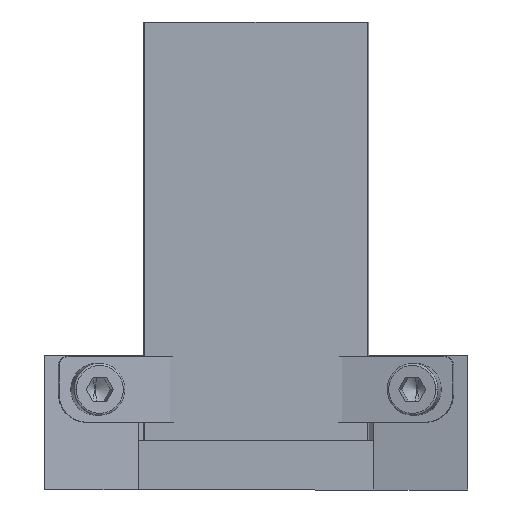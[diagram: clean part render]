
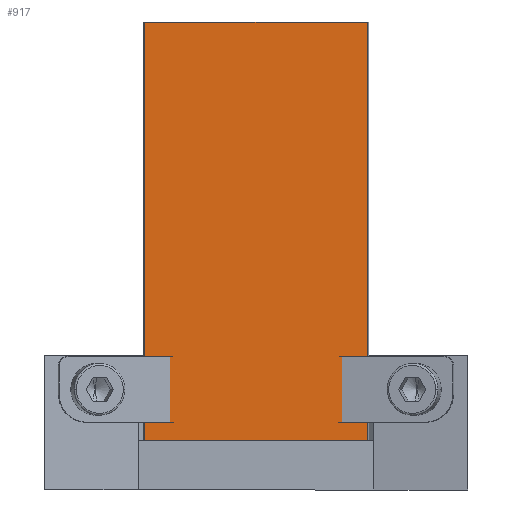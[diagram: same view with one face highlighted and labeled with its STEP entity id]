
A CAD part, left-side view. The second image highlights one B-rep face of the part: STEP entity #917.
In plain terms, the highlighted planar face has unit normal (-1, 0, 0).
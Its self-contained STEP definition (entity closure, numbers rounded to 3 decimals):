
#27 = EDGE_CURVE ( 'NONE', #1751, #1715, #1931, .T. ) ;
#28 = CARTESIAN_POINT ( 'NONE',  ( 59.667, -12.354, 37.5 ) ) ;
#157 = LINE ( 'NONE', #2455, #617 ) ;
#274 = EDGE_LOOP ( 'NONE', ( #908, #1399, #1558, #1884 ) ) ;
#359 = EDGE_CURVE ( 'NONE', #1212, #1715, #157, .T. ) ;
#402 = DIRECTION ( 'NONE',  ( 1., 0., 0. ) ) ;
#430 = PLANE ( 'NONE',  #1370 ) ;
#494 = CARTESIAN_POINT ( 'NONE',  ( 59.667, 11.854, -7. ) ) ;
#536 = VECTOR ( 'NONE', #988, 1000. ) ;
#617 = VECTOR ( 'NONE', #1325, 1000. ) ;
#623 = FACE_OUTER_BOUND ( 'NONE', #274, .T. ) ;
#707 = CARTESIAN_POINT ( 'NONE',  ( 59.667, 11.854, -3.5 ) ) ;
#741 = DIRECTION ( 'NONE',  ( 0., 0., 1. ) ) ;
#890 = VECTOR ( 'NONE', #1663, 1000. ) ;
#908 = ORIENTED_EDGE ( 'NONE', *, *, #359, .T. ) ;
#917 = ADVANCED_FACE ( 'NONE', ( #623 ), #430, .F. ) ;
#988 = DIRECTION ( 'NONE',  ( 0., -1., 0. ) ) ;
#1212 = VERTEX_POINT ( 'NONE', #2091 ) ;
#1294 = LINE ( 'NONE', #707, #1815 ) ;
#1325 = DIRECTION ( 'NONE',  ( 0., 0., 1. ) ) ;
#1370 = AXIS2_PLACEMENT_3D ( 'NONE', #1962, #402, #1564 ) ;
#1389 = VERTEX_POINT ( 'NONE', #494 ) ;
#1399 = ORIENTED_EDGE ( 'NONE', *, *, #27, .F. ) ;
#1422 = LINE ( 'NONE', #1795, #890 ) ;
#1558 = ORIENTED_EDGE ( 'NONE', *, *, #2108, .F. ) ;
#1564 = DIRECTION ( 'NONE',  ( 0., -1., 0. ) ) ;
#1663 = DIRECTION ( 'NONE',  ( 0., 1., 0. ) ) ;
#1715 = VERTEX_POINT ( 'NONE', #2270 ) ;
#1751 = VERTEX_POINT ( 'NONE', #2097 ) ;
#1795 = CARTESIAN_POINT ( 'NONE',  ( 59.667, -11.854, -7. ) ) ;
#1815 = VECTOR ( 'NONE', #741, 1000. ) ;
#1873 = EDGE_CURVE ( 'NONE', #1212, #1389, #1422, .T. ) ;
#1884 = ORIENTED_EDGE ( 'NONE', *, *, #1873, .F. ) ;
#1931 = LINE ( 'NONE', #28, #536 ) ;
#1962 = CARTESIAN_POINT ( 'NONE',  ( 59.667, 11.854, -3.5 ) ) ;
#2091 = CARTESIAN_POINT ( 'NONE',  ( 59.667, -11.854, -7. ) ) ;
#2097 = CARTESIAN_POINT ( 'NONE',  ( 59.667, 11.854, 37.5 ) ) ;
#2108 = EDGE_CURVE ( 'NONE', #1389, #1751, #1294, .T. ) ;
#2270 = CARTESIAN_POINT ( 'NONE',  ( 59.667, -11.854, 37.5 ) ) ;
#2455 = CARTESIAN_POINT ( 'NONE',  ( 59.667, -11.854, -3.5 ) ) ;
